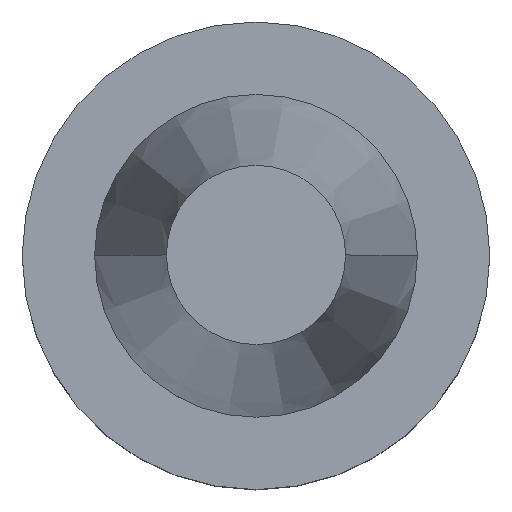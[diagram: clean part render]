
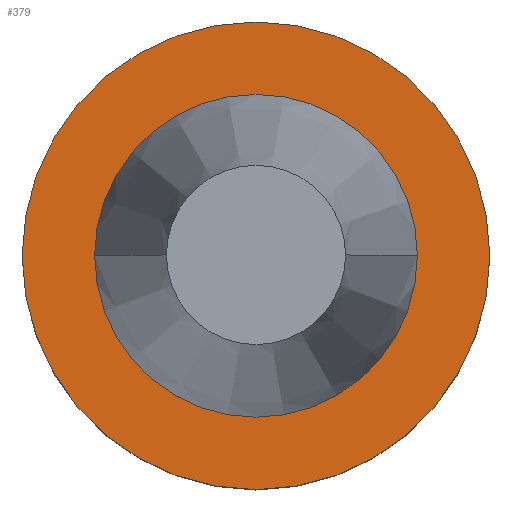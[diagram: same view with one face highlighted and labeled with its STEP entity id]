
A CAD part, top view. The second image highlights one B-rep face of the part: STEP entity #379.
In plain terms, the highlighted planar face has unit normal (0, 0, 1).
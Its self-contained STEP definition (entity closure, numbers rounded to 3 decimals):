
#44 = AXIS2_PLACEMENT_3D ( 'NONE', #114, #176, #775 ) ;
#54 = CARTESIAN_POINT ( 'NONE',  ( 0., 0., -0.5 ) ) ;
#75 = CARTESIAN_POINT ( 'NONE',  ( -15.875, 0., -0.5 ) ) ;
#80 = VERTEX_POINT ( 'NONE', #382 ) ;
#114 = CARTESIAN_POINT ( 'NONE',  ( 0., 0., -0.5 ) ) ;
#155 = CARTESIAN_POINT ( 'NONE',  ( 0., 0., -0.5 ) ) ;
#156 = CIRCLE ( 'NONE', #439, 15.875 ) ;
#176 = DIRECTION ( 'NONE',  ( 0., 0., 1. ) ) ;
#215 = CARTESIAN_POINT ( 'NONE',  ( 23., 0., -0.5 ) ) ;
#218 = AXIS2_PLACEMENT_3D ( 'NONE', #155, #332, #685 ) ;
#229 = CIRCLE ( 'NONE', #218, 23. ) ;
#295 = VERTEX_POINT ( 'NONE', #215 ) ;
#298 = DIRECTION ( 'NONE',  ( 0., 0., 1. ) ) ;
#299 = EDGE_LOOP ( 'NONE', ( #432, #608 ) ) ;
#321 = EDGE_CURVE ( 'NONE', #295, #80, #229, .T. ) ;
#332 = DIRECTION ( 'NONE',  ( 0., 0., 1. ) ) ;
#340 = AXIS2_PLACEMENT_3D ( 'NONE', #669, #551, #433 ) ;
#359 = FACE_BOUND ( 'NONE', #650, .T. ) ;
#365 = FACE_OUTER_BOUND ( 'NONE', #299, .T. ) ;
#369 = EDGE_CURVE ( 'NONE', #80, #295, #742, .T. ) ;
#379 = ADVANCED_FACE ( 'NONE', ( #359, #365 ), #415, .F. ) ;
#382 = CARTESIAN_POINT ( 'NONE',  ( -23., 0., -0.5 ) ) ;
#415 = PLANE ( 'NONE',  #767 ) ;
#432 = ORIENTED_EDGE ( 'NONE', *, *, #321, .T. ) ;
#433 = DIRECTION ( 'NONE',  ( 1., 0., 0. ) ) ;
#439 = AXIS2_PLACEMENT_3D ( 'NONE', #54, #298, #537 ) ;
#471 = DIRECTION ( 'NONE',  ( 0., 0., -1. ) ) ;
#486 = VERTEX_POINT ( 'NONE', #721 ) ;
#526 = EDGE_CURVE ( 'NONE', #680, #486, #156, .T. ) ;
#537 = DIRECTION ( 'NONE',  ( 1., 0., 0. ) ) ;
#551 = DIRECTION ( 'NONE',  ( 0., 0., 1. ) ) ;
#563 = EDGE_CURVE ( 'NONE', #486, #680, #671, .T. ) ;
#579 = ORIENTED_EDGE ( 'NONE', *, *, #563, .F. ) ;
#608 = ORIENTED_EDGE ( 'NONE', *, *, #369, .T. ) ;
#650 = EDGE_LOOP ( 'NONE', ( #579, #758 ) ) ;
#669 = CARTESIAN_POINT ( 'NONE',  ( 0., 0., -0.5 ) ) ;
#671 = CIRCLE ( 'NONE', #340, 15.875 ) ;
#680 = VERTEX_POINT ( 'NONE', #75 ) ;
#685 = DIRECTION ( 'NONE',  ( 1., 0., 0. ) ) ;
#711 = DIRECTION ( 'NONE',  ( -1., 0., 0. ) ) ;
#721 = CARTESIAN_POINT ( 'NONE',  ( 15.875, 0., -0.5 ) ) ;
#742 = CIRCLE ( 'NONE', #44, 23. ) ;
#758 = ORIENTED_EDGE ( 'NONE', *, *, #526, .F. ) ;
#767 = AXIS2_PLACEMENT_3D ( 'NONE', #773, #471, #711 ) ;
#773 = CARTESIAN_POINT ( 'NONE',  ( 0., 23., -0.5 ) ) ;
#775 = DIRECTION ( 'NONE',  ( 1., 0., 0. ) ) ;
